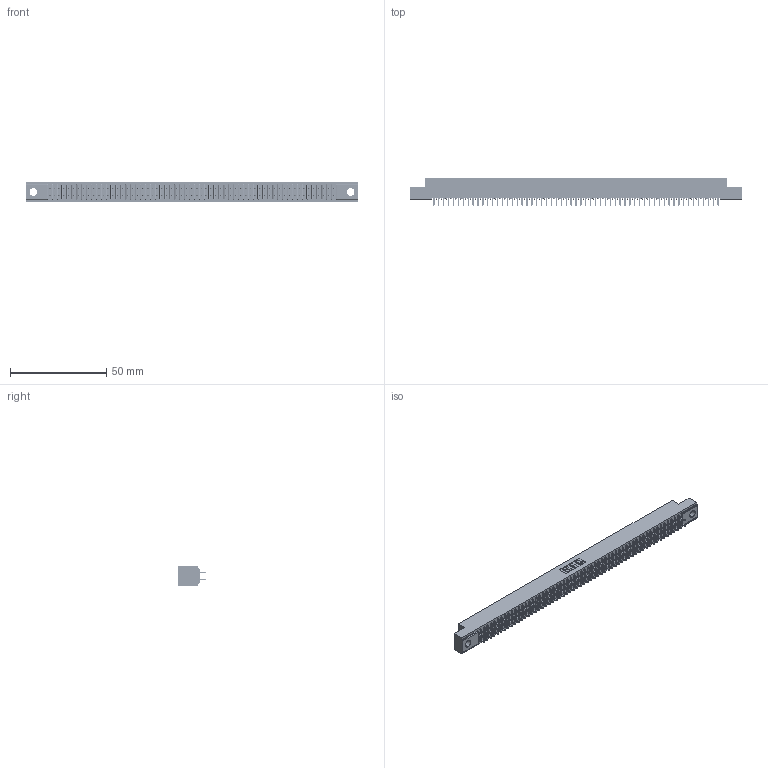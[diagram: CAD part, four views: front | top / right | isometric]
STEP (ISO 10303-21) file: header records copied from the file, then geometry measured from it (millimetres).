
FILE_DESCRIPTION (( 'STEP AP203' ), '1' );
FILE_NAME ('391-118-520-204.STEP', '2018-08-09T23:32:43', ( '' ), ( '' ), 'SwSTEP 2.0', 'SolidWorks 2016', '' );
FILE_SCHEMA (( 'CONFIG_CONTROL_DESIGN' ));
Length unit declared in the file: inch
Products named in the file (3): 391-118-520-204; 341 Part_.156 (3.96) Dia Mounting Holes; 341-292-001_341-292-120
Assembly tree (119 placements, depth 2):
  391-118-520-204
    341 Part_.156 (3.96) Dia Mounting Holes
    341-292-001_341-292-120  x118
Bounding box: 172.09 x 14.27 x 10.16 mm (x, y, z)
Volume: 12621.3 mm3; surface area: 22716.6 mm2
Topology: 119 solids, 119 shells, 7918 faces, 22949 edges, 14862 vertices
Faces by surface type: plane 4802, cylinder 2880, sphere 120, torus 116
Entity records: 69556 total; most frequent: CARTESIAN_POINT 11567, ORIENTED_EDGE 11494, DIRECTION 11205, EDGE_CURVE 5747, LINE 4669, VECTOR 4669, VERTEX_POINT 3630, AXIS2_PLACEMENT_3D 3268
